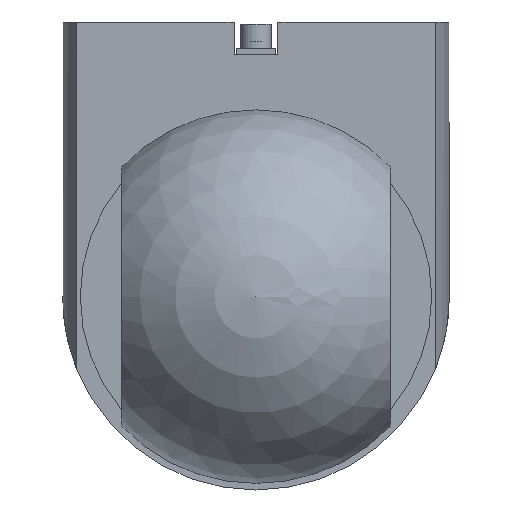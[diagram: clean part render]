
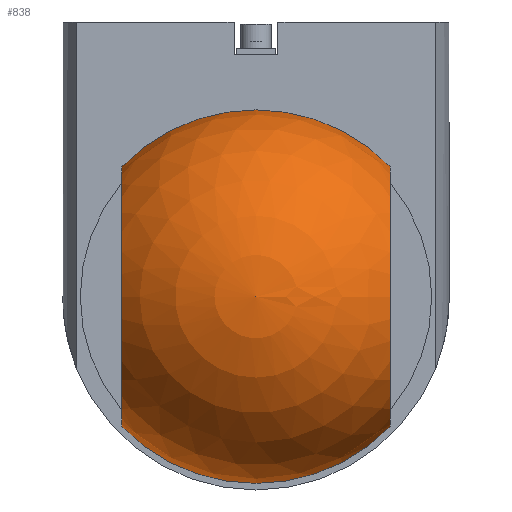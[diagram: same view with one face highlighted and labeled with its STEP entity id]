
A CAD part, front view. The second image highlights one B-rep face of the part: STEP entity #838.
In plain terms, the highlighted spherical face has radius 85 mm.
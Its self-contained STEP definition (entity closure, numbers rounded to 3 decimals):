
#28=SPHERICAL_SURFACE('',#959,85.);
#119=FACE_OUTER_BOUND('',#175,.T.);
#175=EDGE_LOOP('',(#670,#671,#672,#673,#674,#675,#676));
#343=CIRCLE('',#939,59.195);
#345=CIRCLE('',#942,59.195);
#348=CIRCLE('',#945,59.195);
#349=CIRCLE('',#947,85.);
#358=CIRCLE('',#960,85.);
#359=CIRCLE('',#961,85.);
#413=VERTEX_POINT('',#1395);
#414=VERTEX_POINT('',#1396);
#417=VERTEX_POINT('',#1404);
#418=VERTEX_POINT('',#1405);
#422=VERTEX_POINT('',#1413);
#427=VERTEX_POINT('',#1435);
#498=EDGE_CURVE('',#413,#414,#343,.T.);
#502=EDGE_CURVE('',#417,#418,#345,.T.);
#507=EDGE_CURVE('',#418,#422,#348,.T.);
#508=EDGE_CURVE('',#413,#422,#349,.T.);
#517=EDGE_CURVE('',#417,#414,#358,.T.);
#518=EDGE_CURVE('',#427,#418,#359,.T.);
#670=ORIENTED_EDGE('',*,*,#498,.T.);
#671=ORIENTED_EDGE('',*,*,#517,.F.);
#672=ORIENTED_EDGE('',*,*,#502,.T.);
#673=ORIENTED_EDGE('',*,*,#518,.F.);
#674=ORIENTED_EDGE('',*,*,#518,.T.);
#675=ORIENTED_EDGE('',*,*,#507,.T.);
#676=ORIENTED_EDGE('',*,*,#508,.F.);
#838=ADVANCED_FACE('',(#119),#28,.T.);
#939=AXIS2_PLACEMENT_3D('',#1397,#1107,#1108);
#942=AXIS2_PLACEMENT_3D('',#1406,#1115,#1116);
#945=AXIS2_PLACEMENT_3D('',#1415,#1123,#1124);
#947=AXIS2_PLACEMENT_3D('',#1417,#1127,#1128);
#959=AXIS2_PLACEMENT_3D('',#1433,#1151,#1152);
#960=AXIS2_PLACEMENT_3D('',#1434,#1153,#1154);
#961=AXIS2_PLACEMENT_3D('',#1436,#1155,#1156);
#1107=DIRECTION('center_axis',(0.,0.,1.));
#1108=DIRECTION('ref_axis',(0.,1.,0.));
#1115=DIRECTION('center_axis',(0.,0.,-1.));
#1116=DIRECTION('ref_axis',(0.,-1.,0.));
#1123=DIRECTION('center_axis',(0.,0.,-1.));
#1124=DIRECTION('ref_axis',(0.,-1.,0.));
#1127=DIRECTION('center_axis',(0.,-1.,0.));
#1128=DIRECTION('ref_axis',(1.,0.,0.));
#1151=DIRECTION('center_axis',(0.,1.,0.));
#1152=DIRECTION('ref_axis',(0.,0.,-1.));
#1153=DIRECTION('center_axis',(0.,-1.,0.));
#1154=DIRECTION('ref_axis',(1.,0.,0.));
#1155=DIRECTION('center_axis',(1.,0.,0.));
#1156=DIRECTION('ref_axis',(0.,0.,1.));
#1395=CARTESIAN_POINT('',(59.195,136.,-61.));
#1396=CARTESIAN_POINT('',(-59.195,136.,-61.));
#1397=CARTESIAN_POINT('Origin',(0.,136.,-61.));
#1404=CARTESIAN_POINT('',(-59.195,136.,61.));
#1405=CARTESIAN_POINT('',(0.,195.195,61.));
#1406=CARTESIAN_POINT('Origin',(0.,136.,61.));
#1413=CARTESIAN_POINT('',(59.195,136.,61.));
#1415=CARTESIAN_POINT('Origin',(0.,136.,61.));
#1417=CARTESIAN_POINT('Origin',(0.,136.,0.));
#1433=CARTESIAN_POINT('Origin',(0.,136.,0.));
#1434=CARTESIAN_POINT('Origin',(0.,136.,0.));
#1435=CARTESIAN_POINT('',(0.,221.,0.));
#1436=CARTESIAN_POINT('Origin',(0.,136.,0.));
